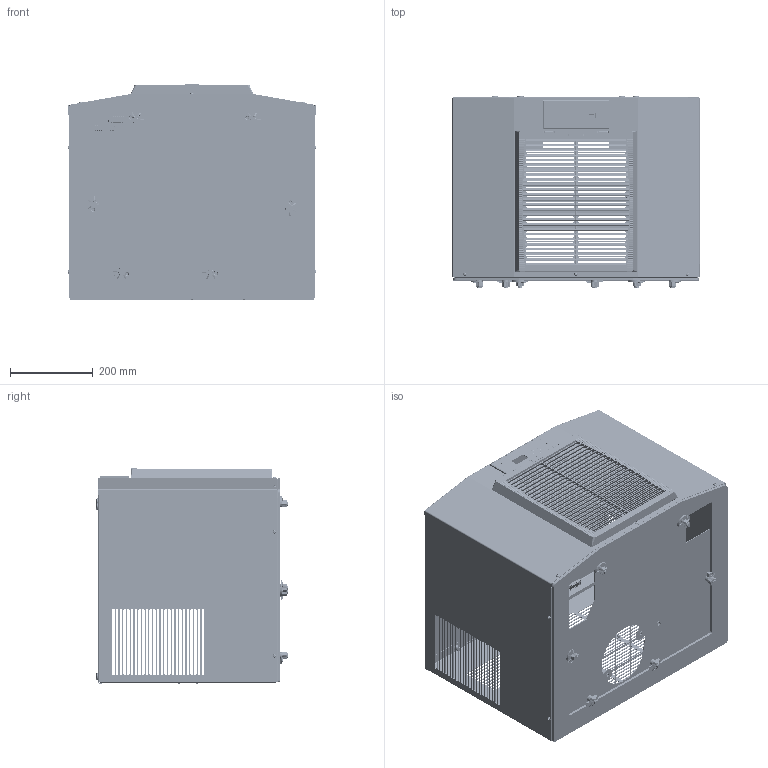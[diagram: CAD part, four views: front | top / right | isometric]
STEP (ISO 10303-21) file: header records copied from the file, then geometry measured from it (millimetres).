
FILE_DESCRIPTION (( 'STEP AP203' ), '1' );
FILE_NAME ('13256462055_Default.step', '2025-03-21T19:47:10', ( 'Windows User' ), ( 'AUTOMATION DIRECT' ), 'SwSTEP 2.0', 'SolidWorks 2024', '' );
FILE_SCHEMA (( 'CONFIG_CONTROL_DESIGN' ));
Products named in the file (1): 13256462055_Default
Bounding box: 601.05 x 465.3 x 520.5 mm (x, y, z)
Volume: 2769249.5 mm3; surface area: 3468796.1 mm2
Topology: 76 solids, 76 shells, 9236 faces, 24730 edges, 15870 vertices
Faces by surface type: plane 5187, cylinder 2651, cone 612, bspline 440, sphere 199, torus 147
Entity records: 315995 total; most frequent: CARTESIAN_POINT 89342, ORIENTED_EDGE 49318, DIRECTION 44152, EDGE_CURVE 24659, VERTEX_POINT 15852, VECTOR 15428, LINE 15428, AXIS2_PLACEMENT_3D 14362
